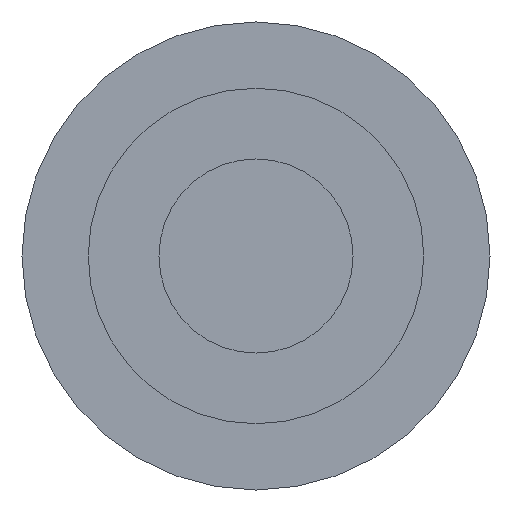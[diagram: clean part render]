
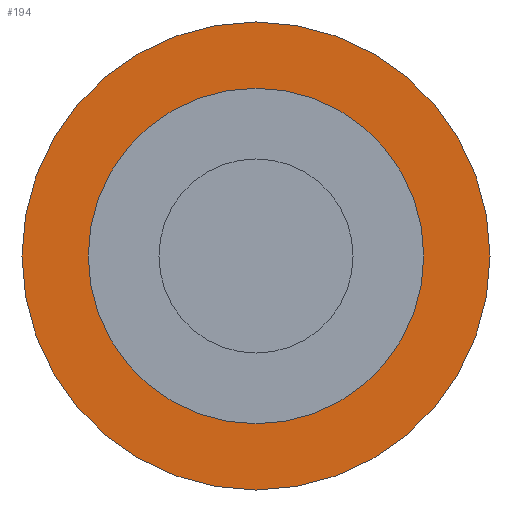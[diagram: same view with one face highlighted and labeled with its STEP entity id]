
A CAD part, front view. The second image highlights one B-rep face of the part: STEP entity #194.
In plain terms, the highlighted planar face has unit normal (0, -1, 0).
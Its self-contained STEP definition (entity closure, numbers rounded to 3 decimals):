
#20=PLANE('',#213);
#38=ORIENTED_EDGE('',*,*,#61,.T.);
#39=ORIENTED_EDGE('',*,*,#60,.F.);
#60=EDGE_CURVE('',#72,#72,#80,.T.);
#61=EDGE_CURVE('',#73,#73,#81,.T.);
#72=VERTEX_POINT('',#289);
#73=VERTEX_POINT('',#292);
#80=CIRCLE('',#212,23.5);
#81=CIRCLE('',#214,16.85);
#91=EDGE_LOOP('',(#38));
#92=EDGE_LOOP('',(#39));
#107=FACE_BOUND('',#91,.T.);
#108=FACE_BOUND('',#92,.T.);
#194=ADVANCED_FACE('',(#107,#108),#20,.F.);
#212=AXIS2_PLACEMENT_3D('',#288,#239,#240);
#213=AXIS2_PLACEMENT_3D('',#290,#241,#242);
#214=AXIS2_PLACEMENT_3D('',#291,#243,#244);
#239=DIRECTION('',(0.,1.,0.));
#240=DIRECTION('',(1.,0.,0.));
#241=DIRECTION('',(0.,1.,0.));
#242=DIRECTION('',(0.,0.,1.));
#243=DIRECTION('',(0.,1.,0.));
#244=DIRECTION('',(0.,0.,1.));
#288=CARTESIAN_POINT('',(0.,0.,0.));
#289=CARTESIAN_POINT('',(23.5,0.,0.));
#290=CARTESIAN_POINT('',(0.,0.,0.));
#291=CARTESIAN_POINT('',(0.,0.,0.));
#292=CARTESIAN_POINT('',(0.,0.,16.85));
